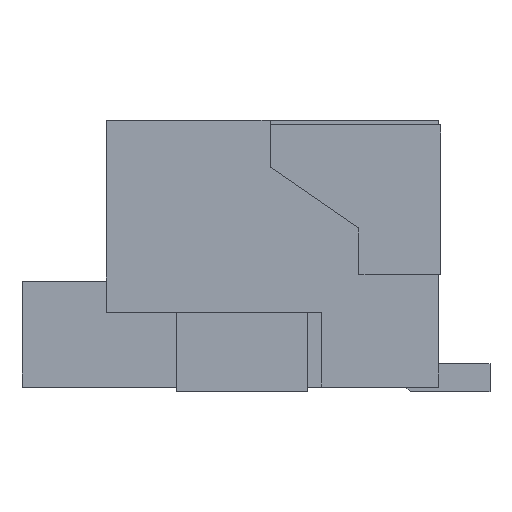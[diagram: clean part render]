
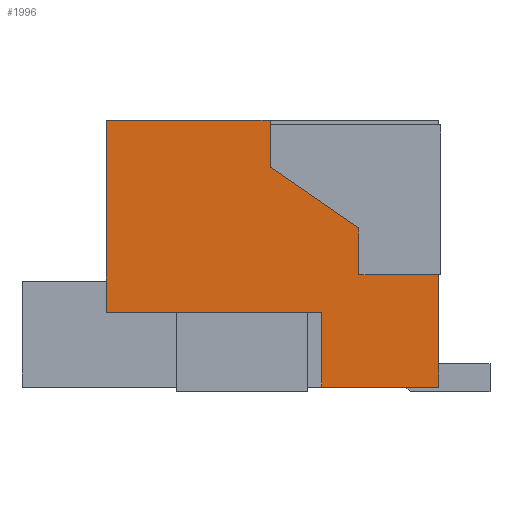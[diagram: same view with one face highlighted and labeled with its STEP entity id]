
A CAD part, left-side view. The second image highlights one B-rep face of the part: STEP entity #1996.
In plain terms, the highlighted planar face has unit normal (-1, 0, 0).
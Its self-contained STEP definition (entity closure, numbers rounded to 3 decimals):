
#16 = LINE ( 'NONE', #6459, #5767 ) ;
#52 = DIRECTION ( 'NONE',  ( 0., 0., 1. ) ) ;
#55 = DIRECTION ( 'NONE',  ( 0., 0., 1. ) ) ;
#119 = VECTOR ( 'NONE', #2803, 1000. ) ;
#123 = CARTESIAN_POINT ( 'NONE',  ( -7., -0.85, 0. ) ) ;
#129 = DIRECTION ( 'NONE',  ( 0., 1., 0. ) ) ;
#146 = LINE ( 'NONE', #3685, #2519 ) ;
#517 = CARTESIAN_POINT ( 'NONE',  ( -7., -1.95, 1.6 ) ) ;
#593 = CARTESIAN_POINT ( 'NONE',  ( -7., -1.95, 0. ) ) ;
#640 = CARTESIAN_POINT ( 'NONE',  ( -7., -4.45, 5.7 ) ) ;
#760 = DIRECTION ( 'NONE',  ( 0., 0., -1. ) ) ;
#794 = EDGE_LOOP ( 'NONE', ( #6430, #1425, #3820, #6176, #4077, #5340, #1672, #5947, #4711, #2265 ) ) ;
#854 = VERTEX_POINT ( 'NONE', #517 ) ;
#1076 = VERTEX_POINT ( 'NONE', #1267 ) ;
#1093 = VECTOR ( 'NONE', #1665, 1000. ) ;
#1113 = CARTESIAN_POINT ( 'NONE',  ( -7., -4.45, 1.6 ) ) ;
#1215 = CARTESIAN_POINT ( 'NONE',  ( -7., -4.45, 2.4 ) ) ;
#1220 = AXIS2_PLACEMENT_3D ( 'NONE', #3597, #6082, #55 ) ;
#1267 = CARTESIAN_POINT ( 'NONE',  ( -7., -0.85, 5.7 ) ) ;
#1271 = CARTESIAN_POINT ( 'NONE',  ( -7., -2.75, 2.4 ) ) ;
#1359 = VECTOR ( 'NONE', #52, 1000. ) ;
#1425 = ORIENTED_EDGE ( 'NONE', *, *, #2258, .T. ) ;
#1476 = EDGE_CURVE ( 'NONE', #2335, #2102, #2690, .T. ) ;
#1564 = EDGE_CURVE ( 'NONE', #1076, #2913, #146, .T. ) ;
#1569 = CARTESIAN_POINT ( 'NONE',  ( -7., -0.85, 4.7 ) ) ;
#1590 = DIRECTION ( 'NONE',  ( 0., -1., 0. ) ) ;
#1665 = DIRECTION ( 'NONE',  ( 0., 0., 1. ) ) ;
#1672 = ORIENTED_EDGE ( 'NONE', *, *, #5579, .T. ) ;
#1716 = EDGE_CURVE ( 'NONE', #2913, #5231, #1800, .T. ) ;
#1723 = VERTEX_POINT ( 'NONE', #6256 ) ;
#1800 = LINE ( 'NONE', #2833, #4162 ) ;
#1996 = ADVANCED_FACE ( 'NONE', ( #4737 ), #6497, .T. ) ;
#2102 = VERTEX_POINT ( 'NONE', #1271 ) ;
#2258 = EDGE_CURVE ( 'NONE', #6294, #3524, #16, .T. ) ;
#2265 = ORIENTED_EDGE ( 'NONE', *, *, #4121, .T. ) ;
#2335 = VERTEX_POINT ( 'NONE', #3863 ) ;
#2519 = VECTOR ( 'NONE', #5235, 1000. ) ;
#2550 = LINE ( 'NONE', #4600, #6070 ) ;
#2690 = LINE ( 'NONE', #1215, #4008 ) ;
#2803 = DIRECTION ( 'NONE',  ( 0., 0., 1. ) ) ;
#2815 = LINE ( 'NONE', #1113, #4920 ) ;
#2833 = CARTESIAN_POINT ( 'NONE',  ( -7., 2.65, 0. ) ) ;
#2913 = VERTEX_POINT ( 'NONE', #5022 ) ;
#3271 = CARTESIAN_POINT ( 'NONE',  ( -7., -4.45, 0. ) ) ;
#3477 = EDGE_CURVE ( 'NONE', #3524, #2335, #5755, .T. ) ;
#3524 = VERTEX_POINT ( 'NONE', #3271 ) ;
#3597 = CARTESIAN_POINT ( 'NONE',  ( -7., -4.45, 0. ) ) ;
#3685 = CARTESIAN_POINT ( 'NONE',  ( -7., -4.45, 5.7 ) ) ;
#3820 = ORIENTED_EDGE ( 'NONE', *, *, #3477, .T. ) ;
#3863 = CARTESIAN_POINT ( 'NONE',  ( -7., -4.45, 2.4 ) ) ;
#3905 = EDGE_CURVE ( 'NONE', #854, #6294, #2550, .T. ) ;
#4008 = VECTOR ( 'NONE', #129, 1000. ) ;
#4077 = ORIENTED_EDGE ( 'NONE', *, *, #5283, .T. ) ;
#4121 = EDGE_CURVE ( 'NONE', #5231, #854, #2815, .T. ) ;
#4162 = VECTOR ( 'NONE', #760, 1000. ) ;
#4225 = CARTESIAN_POINT ( 'NONE',  ( -7., -2.75, 3.4 ) ) ;
#4268 = DIRECTION ( 'NONE',  ( 0., 0.825, 0.565 ) ) ;
#4600 = CARTESIAN_POINT ( 'NONE',  ( -7., -1.95, 0. ) ) ;
#4632 = CARTESIAN_POINT ( 'NONE',  ( -7., 2.65, 1.6 ) ) ;
#4692 = CARTESIAN_POINT ( 'NONE',  ( -7., -2.75, 0. ) ) ;
#4711 = ORIENTED_EDGE ( 'NONE', *, *, #1716, .T. ) ;
#4737 = FACE_OUTER_BOUND ( 'NONE', #794, .T. ) ;
#4871 = VECTOR ( 'NONE', #4268, 1000. ) ;
#4900 = DIRECTION ( 'NONE',  ( 0., -1., 0. ) ) ;
#4920 = VECTOR ( 'NONE', #1590, 1000. ) ;
#5022 = CARTESIAN_POINT ( 'NONE',  ( -7., 2.65, 5.7 ) ) ;
#5231 = VERTEX_POINT ( 'NONE', #4632 ) ;
#5235 = DIRECTION ( 'NONE',  ( 0., 1., 0. ) ) ;
#5283 = EDGE_CURVE ( 'NONE', #2102, #1723, #5555, .T. ) ;
#5340 = ORIENTED_EDGE ( 'NONE', *, *, #6498, .T. ) ;
#5471 = LINE ( 'NONE', #123, #119 ) ;
#5555 = LINE ( 'NONE', #4692, #1093 ) ;
#5579 = EDGE_CURVE ( 'NONE', #6266, #1076, #5471, .T. ) ;
#5755 = LINE ( 'NONE', #640, #1359 ) ;
#5767 = VECTOR ( 'NONE', #4900, 1000. ) ;
#5947 = ORIENTED_EDGE ( 'NONE', *, *, #1564, .T. ) ;
#6070 = VECTOR ( 'NONE', #6072, 1000. ) ;
#6072 = DIRECTION ( 'NONE',  ( 0., 0., -1. ) ) ;
#6082 = DIRECTION ( 'NONE',  ( -1., 0., 0. ) ) ;
#6176 = ORIENTED_EDGE ( 'NONE', *, *, #1476, .T. ) ;
#6209 = LINE ( 'NONE', #4225, #4871 ) ;
#6256 = CARTESIAN_POINT ( 'NONE',  ( -7., -2.75, 3.4 ) ) ;
#6266 = VERTEX_POINT ( 'NONE', #1569 ) ;
#6294 = VERTEX_POINT ( 'NONE', #593 ) ;
#6430 = ORIENTED_EDGE ( 'NONE', *, *, #3905, .T. ) ;
#6459 = CARTESIAN_POINT ( 'NONE',  ( -7., -4.45, 0. ) ) ;
#6497 = PLANE ( 'NONE',  #1220 ) ;
#6498 = EDGE_CURVE ( 'NONE', #1723, #6266, #6209, .T. ) ;
